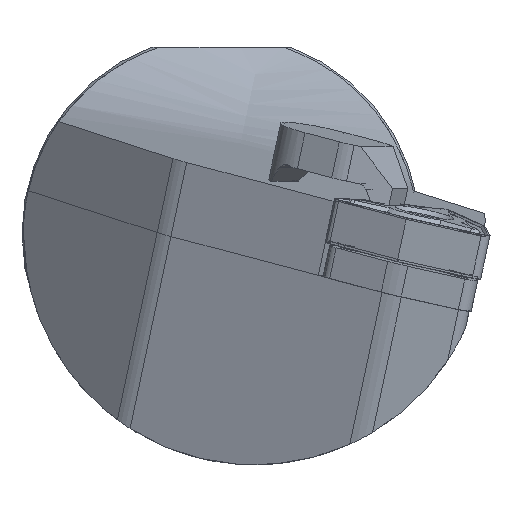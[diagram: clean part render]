
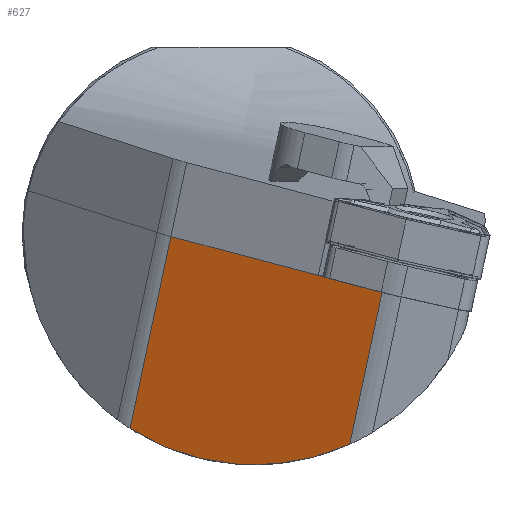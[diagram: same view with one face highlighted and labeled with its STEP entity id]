
A CAD part, left-side view. The second image highlights one B-rep face of the part: STEP entity #627.
In plain terms, the highlighted planar face has unit normal (-0.902, 0.432, -0.005).
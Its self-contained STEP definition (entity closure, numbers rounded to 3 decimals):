
#564=ELLIPSE('',#2776,25.72,23.2);
#627=ADVANCED_FACE('',(#827),#751,.F.);
#751=PLANE('',#2781);
#827=FACE_OUTER_BOUND('',#941,.T.);
#941=EDGE_LOOP('',(#1489,#1490,#1491,#1492,#1493,#1494));
#1080=LINE('',#3646,#1269);
#1088=LINE('',#3751,#1277);
#1089=LINE('',#3753,#1278);
#1090=LINE('',#3754,#1279);
#1091=LINE('',#3756,#1280);
#1269=VECTOR('',#3003,1.);
#1277=VECTOR('',#3039,1.);
#1278=VECTOR('',#3042,1.);
#1279=VECTOR('',#3043,1.);
#1280=VECTOR('',#3044,1.);
#1489=ORIENTED_EDGE('',*,*,#2377,.F.);
#1490=ORIENTED_EDGE('',*,*,#2376,.T.);
#1491=ORIENTED_EDGE('',*,*,#2371,.T.);
#1492=ORIENTED_EDGE('',*,*,#2378,.F.);
#1493=ORIENTED_EDGE('',*,*,#2379,.T.);
#1494=ORIENTED_EDGE('',*,*,#2351,.T.);
#2128=VERTEX_POINT('',#3643);
#2129=VERTEX_POINT('',#3645);
#2148=VERTEX_POINT('',#3737);
#2149=VERTEX_POINT('',#3739);
#2152=VERTEX_POINT('',#3749);
#2153=VERTEX_POINT('',#3755);
#2351=EDGE_CURVE('',#2128,#2129,#1080,.T.);
#2371=EDGE_CURVE('',#2149,#2148,#564,.T.);
#2376=EDGE_CURVE('',#2152,#2149,#1088,.T.);
#2377=EDGE_CURVE('',#2152,#2129,#1089,.T.);
#2378=EDGE_CURVE('',#2153,#2148,#1090,.T.);
#2379=EDGE_CURVE('',#2153,#2128,#1091,.T.);
#2776=AXIS2_PLACEMENT_3D('',#3738,#3030,#3031);
#2781=AXIS2_PLACEMENT_3D('',#3757,#3045,#3046);
#3003=DIRECTION('',(0.419,0.878,0.232));
#3030=DIRECTION('',(-0.902,0.432,-0.005));
#3031=DIRECTION('',(-0.432,-0.902,0.011));
#3039=DIRECTION('',(0.105,0.207,-0.973));
#3042=DIRECTION('',(-0.419,-0.878,-0.232));
#3043=DIRECTION('',(0.105,0.207,-0.973));
#3044=DIRECTION('',(0.419,0.878,0.232));
#3045=DIRECTION('',(0.902,-0.432,0.005));
#3046=DIRECTION('',(0.432,0.902,0.));
#3643=CARTESIAN_POINT('',(-236.598,0.228,-4.337));
#3645=CARTESIAN_POINT('',(-236.291,0.87,-4.167));
#3646=CARTESIAN_POINT('',(-229.231,15.669,-0.263));
#3737=CARTESIAN_POINT('',(-237.705,-2.286,-21.139));
#3738=CARTESIAN_POINT('',(-233.251,7.274,0.));
#3739=CARTESIAN_POINT('',(-227.159,19.768,-19.548));
#3749=CARTESIAN_POINT('',(-229.231,15.669,-0.263));
#3751=CARTESIAN_POINT('',(-280.05,-84.857,472.675));
#3753=CARTESIAN_POINT('',(-229.231,15.669,-0.263));
#3754=CARTESIAN_POINT('',(-290.165,-106.06,467.081));
#3755=CARTESIAN_POINT('',(-239.347,-5.534,-5.857));
#3756=CARTESIAN_POINT('',(-229.231,15.669,-0.263));
#3757=CARTESIAN_POINT('',(-280.05,-84.857,472.675));
